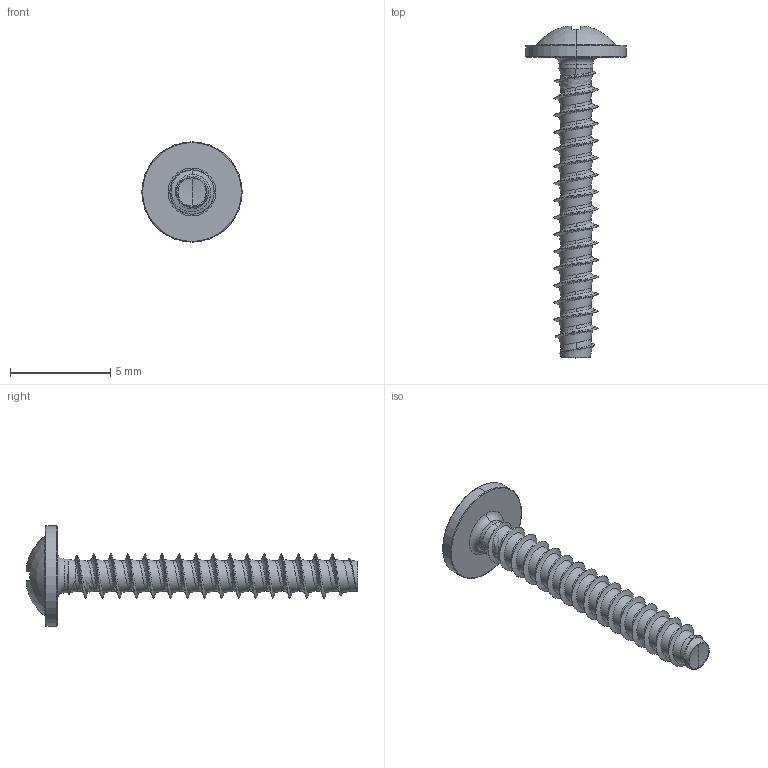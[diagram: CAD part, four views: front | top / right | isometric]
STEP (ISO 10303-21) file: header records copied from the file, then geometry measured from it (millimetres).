
FILE_DESCRIPTION (( 'STEP AP203' ), '1' );
FILE_NAME ('STP210220150.STEP', '2017-08-14T16:56:45', ( '' ), ( '' ), 'SwSTEP 2.0', 'SolidWorks 2015', '' );
FILE_SCHEMA (( 'CONFIG_CONTROL_DESIGN' ));
Length unit declared in the file: millimetre
Products named in the file (1): STP210220150
Bounding box: 5 x 16.56 x 5 mm (x, y, z)
Volume: 49.2 mm3; surface area: 174.8 mm2
Topology: 1 solids, 1 shells, 202 faces, 490 edges, 291 vertices
Faces by surface type: cylinder 59, bspline 55, plane 31, torus 30, sphere 20, cone 7
Entity records: 23872 total; most frequent: CARTESIAN_POINT 19634, ORIENTED_EDGE 976, DIRECTION 768, EDGE_CURVE 488, AXIS2_PLACEMENT_3D 333, VERTEX_POINT 291, EDGE_LOOP 205, ADVANCED_FACE 202
